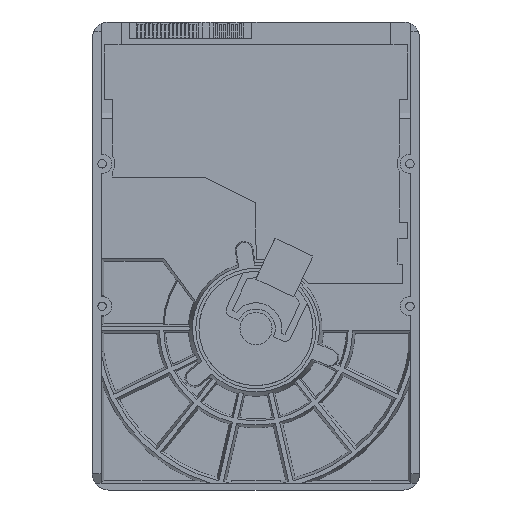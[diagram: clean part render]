
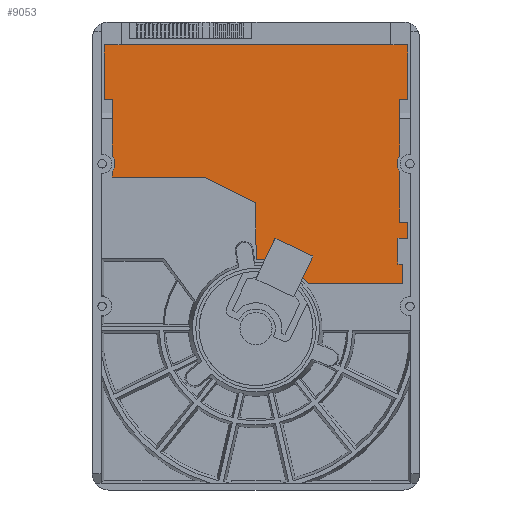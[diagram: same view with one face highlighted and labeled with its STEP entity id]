
A CAD part, front view. The second image highlights one B-rep face of the part: STEP entity #9053.
In plain terms, the highlighted planar face has unit normal (0, -1, 0).
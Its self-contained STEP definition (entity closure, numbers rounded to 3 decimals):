
#226=FACE_BOUND('',#1009,.T.);
#227=FACE_BOUND('',#1010,.T.);
#1009=EDGE_LOOP('',(#6453,#6454,#6455,#6456));
#1010=EDGE_LOOP('',(#6457,#6458,#6459,#6460,#6461,#6462,#6463,#6464,#6465,
#6466,#6467,#6468,#6469,#6470,#6471,#6472,#6473,#6474,#6475,#6476,#6477,
#6478,#6479,#6480));
#1603=LINE('',#13551,#2475);
#1610=LINE('',#13563,#2482);
#1611=LINE('',#13566,#2483);
#1615=LINE('',#13572,#2487);
#1744=LINE('',#13867,#2616);
#1747=LINE('',#13873,#2619);
#1749=LINE('',#13877,#2621);
#1751=LINE('',#13881,#2623);
#1754=LINE('',#13889,#2626);
#1756=LINE('',#13893,#2628);
#1758=LINE('',#13897,#2630);
#1760=LINE('',#13901,#2632);
#1762=LINE('',#13905,#2634);
#1764=LINE('',#13909,#2636);
#1766=LINE('',#13913,#2638);
#1768=LINE('',#13917,#2640);
#1771=LINE('',#13925,#2643);
#1773=LINE('',#13929,#2645);
#1775=LINE('',#13933,#2647);
#1777=LINE('',#13937,#2649);
#1780=LINE('',#13945,#2652);
#1782=LINE('',#13949,#2654);
#1784=LINE('',#13952,#2656);
#1786=LINE('',#13956,#2658);
#1787=LINE('',#13958,#2659);
#2475=VECTOR('',#10730,4.662);
#2482=VECTOR('',#10741,13.);
#2483=VECTOR('',#10744,13.);
#2487=VECTOR('',#10752,4.662);
#2616=VECTOR('',#10997,5.2);
#2619=VECTOR('',#11002,17.);
#2621=VECTOR('',#11006,2.5);
#2623=VECTOR('',#11010,17.5);
#2626=VECTOR('',#11019,15.7);
#2628=VECTOR('',#11023,2.5);
#2630=VECTOR('',#11027,5.);
#2632=VECTOR('',#11031,3.);
#2634=VECTOR('',#11035,8.);
#2636=VECTOR('',#11039,1.5);
#2638=VECTOR('',#11043,6.);
#2640=VECTOR('',#11047,29.233);
#2643=VECTOR('',#11056,17.5);
#2645=VECTOR('',#11060,17.889);
#2647=VECTOR('',#11064,28.55);
#2649=VECTOR('',#11068,1.7);
#2652=VECTOR('',#11077,17.5);
#2654=VECTOR('',#11081,2.5);
#2656=VECTOR('',#11085,17.);
#2658=VECTOR('',#11089,5.2);
#2659=VECTOR('',#11092,83.7);
#3224=CIRCLE('',#9603,4.);
#3225=CIRCLE('',#9613,21.5);
#3226=CIRCLE('',#9619,4.);
#3717=VERTEX_POINT('',#13548);
#3718=VERTEX_POINT('',#13550);
#3721=VERTEX_POINT('',#13561);
#3722=VERTEX_POINT('',#13565);
#3829=VERTEX_POINT('',#13864);
#3830=VERTEX_POINT('',#13866);
#3831=VERTEX_POINT('',#13870);
#3832=VERTEX_POINT('',#13872);
#3833=VERTEX_POINT('',#13876);
#3834=VERTEX_POINT('',#13880);
#3835=VERTEX_POINT('',#13884);
#3836=VERTEX_POINT('',#13888);
#3837=VERTEX_POINT('',#13892);
#3838=VERTEX_POINT('',#13896);
#3839=VERTEX_POINT('',#13900);
#3840=VERTEX_POINT('',#13904);
#3841=VERTEX_POINT('',#13908);
#3842=VERTEX_POINT('',#13912);
#3843=VERTEX_POINT('',#13916);
#3844=VERTEX_POINT('',#13920);
#3845=VERTEX_POINT('',#13924);
#3846=VERTEX_POINT('',#13928);
#3847=VERTEX_POINT('',#13932);
#3848=VERTEX_POINT('',#13936);
#3849=VERTEX_POINT('',#13940);
#3850=VERTEX_POINT('',#13944);
#3851=VERTEX_POINT('',#13948);
#3852=VERTEX_POINT('',#13954);
#4649=EDGE_CURVE('',#3718,#3717,#1603,.T.);
#4656=EDGE_CURVE('',#3717,#3721,#1610,.T.);
#4657=EDGE_CURVE('',#3722,#3718,#1611,.T.);
#4661=EDGE_CURVE('',#3721,#3722,#1615,.T.);
#4810=EDGE_CURVE('',#3830,#3829,#1744,.T.);
#4813=EDGE_CURVE('',#3832,#3831,#1747,.T.);
#4815=EDGE_CURVE('',#3833,#3832,#1749,.T.);
#4817=EDGE_CURVE('',#3834,#3833,#1751,.T.);
#4819=EDGE_CURVE('',#3835,#3834,#3224,.T.);
#4821=EDGE_CURVE('',#3836,#3835,#1754,.T.);
#4823=EDGE_CURVE('',#3837,#3836,#1756,.T.);
#4825=EDGE_CURVE('',#3838,#3837,#1758,.T.);
#4827=EDGE_CURVE('',#3839,#3838,#1760,.T.);
#4829=EDGE_CURVE('',#3840,#3839,#1762,.T.);
#4831=EDGE_CURVE('',#3841,#3840,#1764,.T.);
#4833=EDGE_CURVE('',#3842,#3841,#1766,.T.);
#4835=EDGE_CURVE('',#3843,#3842,#1768,.T.);
#4837=EDGE_CURVE('',#3844,#3843,#3225,.T.);
#4839=EDGE_CURVE('',#3845,#3844,#1771,.T.);
#4841=EDGE_CURVE('',#3846,#3845,#1773,.T.);
#4843=EDGE_CURVE('',#3847,#3846,#1775,.T.);
#4845=EDGE_CURVE('',#3848,#3847,#1777,.T.);
#4847=EDGE_CURVE('',#3849,#3848,#3226,.T.);
#4849=EDGE_CURVE('',#3850,#3849,#1780,.T.);
#4851=EDGE_CURVE('',#3851,#3850,#1782,.T.);
#4853=EDGE_CURVE('',#3829,#3851,#1784,.T.);
#4855=EDGE_CURVE('',#3831,#3852,#1786,.T.);
#4856=EDGE_CURVE('',#3830,#3852,#1787,.T.);
#6453=ORIENTED_EDGE('',*,*,#4649,.T.);
#6454=ORIENTED_EDGE('',*,*,#4656,.T.);
#6455=ORIENTED_EDGE('',*,*,#4661,.T.);
#6456=ORIENTED_EDGE('',*,*,#4657,.T.);
#6457=ORIENTED_EDGE('',*,*,#4855,.T.);
#6458=ORIENTED_EDGE('',*,*,#4856,.F.);
#6459=ORIENTED_EDGE('',*,*,#4810,.T.);
#6460=ORIENTED_EDGE('',*,*,#4853,.T.);
#6461=ORIENTED_EDGE('',*,*,#4851,.T.);
#6462=ORIENTED_EDGE('',*,*,#4849,.T.);
#6463=ORIENTED_EDGE('',*,*,#4847,.T.);
#6464=ORIENTED_EDGE('',*,*,#4845,.T.);
#6465=ORIENTED_EDGE('',*,*,#4843,.T.);
#6466=ORIENTED_EDGE('',*,*,#4841,.T.);
#6467=ORIENTED_EDGE('',*,*,#4839,.T.);
#6468=ORIENTED_EDGE('',*,*,#4837,.T.);
#6469=ORIENTED_EDGE('',*,*,#4835,.T.);
#6470=ORIENTED_EDGE('',*,*,#4833,.T.);
#6471=ORIENTED_EDGE('',*,*,#4831,.T.);
#6472=ORIENTED_EDGE('',*,*,#4829,.T.);
#6473=ORIENTED_EDGE('',*,*,#4827,.T.);
#6474=ORIENTED_EDGE('',*,*,#4825,.T.);
#6475=ORIENTED_EDGE('',*,*,#4823,.T.);
#6476=ORIENTED_EDGE('',*,*,#4821,.T.);
#6477=ORIENTED_EDGE('',*,*,#4819,.T.);
#6478=ORIENTED_EDGE('',*,*,#4817,.T.);
#6479=ORIENTED_EDGE('',*,*,#4815,.T.);
#6480=ORIENTED_EDGE('',*,*,#4813,.T.);
#8433=PLANE('',#9624);
#9053=ADVANCED_FACE('',(#226,#227),#8433,.F.);
#9603=AXIS2_PLACEMENT_3D('',#13885,#11014,#11015);
#9613=AXIS2_PLACEMENT_3D('',#13921,#11051,#11052);
#9619=AXIS2_PLACEMENT_3D('',#13941,#11072,#11073);
#9624=AXIS2_PLACEMENT_3D('',#13957,#11090,#11091);
#10730=DIRECTION('',(0.423,0.,0.906));
#10741=DIRECTION('',(0.906,0.,-0.423));
#10744=DIRECTION('',(-0.906,0.,0.423));
#10752=DIRECTION('',(-0.423,0.,-0.906));
#10997=DIRECTION('',(-1.,0.,0.));
#11002=DIRECTION('',(0.,0.,1.));
#11006=DIRECTION('',(1.,0.,0.));
#11010=DIRECTION('',(0.,0.,1.));
#11014=DIRECTION('center_axis',(0.,1.,0.));
#11015=DIRECTION('ref_axis',(-0.8,0.,0.6));
#11019=DIRECTION('',(0.,0.,1.));
#11023=DIRECTION('',(-1.,0.,0.));
#11027=DIRECTION('',(0.,0.,1.));
#11031=DIRECTION('',(1.,0.,0.));
#11035=DIRECTION('',(0.,0.,1.));
#11039=DIRECTION('',(-1.,0.,0.));
#11043=DIRECTION('',(0.,0.,1.));
#11047=DIRECTION('',(1.,0.,0.));
#11051=DIRECTION('center_axis',(0.,1.,0.));
#11052=DIRECTION('ref_axis',(0.759,0.,0.651));
#11056=DIRECTION('',(0.,0.,-1.));
#11060=DIRECTION('',(0.894,0.,-0.447));
#11064=DIRECTION('',(1.,0.,0.));
#11068=DIRECTION('',(0.,0.,-1.));
#11072=DIRECTION('center_axis',(0.,1.,0.));
#11073=DIRECTION('ref_axis',(0.8,0.,-0.6));
#11077=DIRECTION('',(0.,0.,-1.));
#11081=DIRECTION('',(1.,0.,0.));
#11085=DIRECTION('',(0.,0.,-1.));
#11089=DIRECTION('',(-1.,0.,0.));
#11090=DIRECTION('center_axis',(0.,1.,0.));
#11091=DIRECTION('ref_axis',(0.,0.,1.));
#11092=DIRECTION('',(1.,0.,0.));
#13548=CARTESIAN_POINT('',(5.884,4.,5.499));
#13550=CARTESIAN_POINT('',(3.914,4.,1.273));
#13551=CARTESIAN_POINT('',(10.043,4.,14.418));
#13561=CARTESIAN_POINT('',(17.666,4.,0.004));
#13563=CARTESIAN_POINT('',(3.155,4.,6.771));
#13565=CARTESIAN_POINT('',(15.696,4.,-4.221));
#13566=CARTESIAN_POINT('',(1.185,4.,2.545));
#13572=CARTESIAN_POINT('',(21.825,4.,8.924));
#13864=CARTESIAN_POINT('',(-47.05,4.,65.5));
#13866=CARTESIAN_POINT('',(-41.85,4.,65.5));
#13867=CARTESIAN_POINT('',(0.,4.,65.5));
#13870=CARTESIAN_POINT('',(47.05,4.,65.5));
#13872=CARTESIAN_POINT('',(47.05,4.,48.5));
#13873=CARTESIAN_POINT('',(47.05,4.,65.5));
#13876=CARTESIAN_POINT('',(44.55,4.,48.5));
#13877=CARTESIAN_POINT('',(47.05,4.,48.5));
#13880=CARTESIAN_POINT('',(44.55,4.,31.));
#13881=CARTESIAN_POINT('',(44.55,4.,48.5));
#13884=CARTESIAN_POINT('',(44.55,4.,26.2));
#13885=CARTESIAN_POINT('Origin',(47.75,4.,28.6));
#13888=CARTESIAN_POINT('',(44.55,4.,10.5));
#13889=CARTESIAN_POINT('',(44.55,4.,24.5));
#13892=CARTESIAN_POINT('',(47.05,4.,10.5));
#13893=CARTESIAN_POINT('',(44.55,4.,10.5));
#13896=CARTESIAN_POINT('',(47.05,4.,5.5));
#13897=CARTESIAN_POINT('',(47.05,4.,10.5));
#13900=CARTESIAN_POINT('',(44.05,4.,5.5));
#13901=CARTESIAN_POINT('',(47.05,4.,5.5));
#13904=CARTESIAN_POINT('',(44.05,4.,-2.5));
#13905=CARTESIAN_POINT('',(44.05,4.,5.5));
#13908=CARTESIAN_POINT('',(45.55,4.,-2.5));
#13909=CARTESIAN_POINT('',(44.05,4.,-2.5));
#13912=CARTESIAN_POINT('',(45.55,4.,-8.5));
#13913=CARTESIAN_POINT('',(45.55,4.,-2.5));
#13916=CARTESIAN_POINT('',(16.317,4.,-8.5));
#13917=CARTESIAN_POINT('',(45.55,4.,-8.5));
#13920=CARTESIAN_POINT('',(0.,4.,-1.));
#13921=CARTESIAN_POINT('Origin',(0.,4.,-22.5));
#13924=CARTESIAN_POINT('',(0.,4.,16.5));
#13925=CARTESIAN_POINT('',(0.,4.,-1.));
#13928=CARTESIAN_POINT('',(-16.,4.,24.5));
#13929=CARTESIAN_POINT('',(0.,4.,16.5));
#13932=CARTESIAN_POINT('',(-44.55,4.,24.5));
#13933=CARTESIAN_POINT('',(-16.,4.,24.5));
#13936=CARTESIAN_POINT('',(-44.55,4.,26.2));
#13937=CARTESIAN_POINT('',(-44.55,4.,24.5));
#13940=CARTESIAN_POINT('',(-44.55,4.,31.));
#13941=CARTESIAN_POINT('Origin',(-47.75,4.,28.6));
#13944=CARTESIAN_POINT('',(-44.55,4.,48.5));
#13945=CARTESIAN_POINT('',(-44.55,4.,31.));
#13948=CARTESIAN_POINT('',(-47.05,4.,48.5));
#13949=CARTESIAN_POINT('',(-44.55,4.,48.5));
#13952=CARTESIAN_POINT('',(-47.05,4.,48.5));
#13954=CARTESIAN_POINT('',(41.85,4.,65.5));
#13956=CARTESIAN_POINT('',(0.,4.,65.5));
#13957=CARTESIAN_POINT('Origin',(5.58,4.,34.476));
#13958=CARTESIAN_POINT('',(-18.135,4.,65.5));
